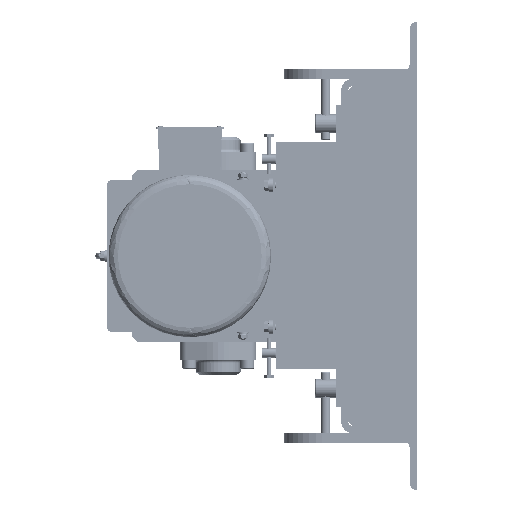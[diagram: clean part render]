
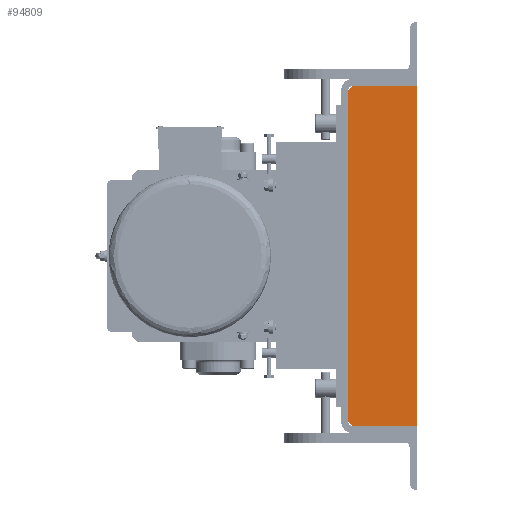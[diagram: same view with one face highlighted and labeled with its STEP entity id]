
A CAD part, left-side view. The second image highlights one B-rep face of the part: STEP entity #94809.
In plain terms, the highlighted planar face has unit normal (-1, 0, 0).
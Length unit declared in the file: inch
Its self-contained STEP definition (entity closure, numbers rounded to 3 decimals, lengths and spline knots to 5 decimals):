
#3984 = EDGE_CURVE ( 'NONE', #33061, #54622, #84484, .T. ) ;
#8713 = FACE_OUTER_BOUND ( 'NONE', #143485, .T. ) ;
#8913 = VECTOR ( 'NONE', #147702, 39.37008 ) ;
#9154 = EDGE_CURVE ( 'NONE', #101778, #40889, #217034, .T. ) ;
#9901 = ORIENTED_EDGE ( 'NONE', *, *, #198533, .F. ) ;
#13642 = ORIENTED_EDGE ( 'NONE', *, *, #95012, .F. ) ;
#15795 = AXIS2_PLACEMENT_3D ( 'NONE', #84004, #32558, #220002 ) ;
#18957 = CARTESIAN_POINT ( 'NONE',  ( 0., 3.37, -0.38 ) ) ;
#21935 = DIRECTION ( 'NONE',  ( 0., -0.707, 0.707 ) ) ;
#22202 = VECTOR ( 'NONE', #71624, 39.37008 ) ;
#24208 = LINE ( 'NONE', #75401, #88820 ) ;
#32558 = DIRECTION ( 'NONE',  ( -1., 0., 0. ) ) ;
#33061 = VERTEX_POINT ( 'NONE', #46366 ) ;
#40889 = VERTEX_POINT ( 'NONE', #43731 ) ;
#43731 = CARTESIAN_POINT ( 'NONE',  ( 0., 0., -18.37 ) ) ;
#46366 = CARTESIAN_POINT ( 'NONE',  ( 0., 3.37, -18.37 ) ) ;
#54622 = VERTEX_POINT ( 'NONE', #219669 ) ;
#64046 = VECTOR ( 'NONE', #162014, 39.37008 ) ;
#64480 = CARTESIAN_POINT ( 'NONE',  ( 0., 0., -0.38 ) ) ;
#65383 = ORIENTED_EDGE ( 'NONE', *, *, #3984, .F. ) ;
#71624 = DIRECTION ( 'NONE',  ( 0., 0.707, 0.707 ) ) ;
#73768 = LINE ( 'NONE', #18957, #219704 ) ;
#75401 = CARTESIAN_POINT ( 'NONE',  ( 0., 3.37, -18.37 ) ) ;
#82097 = CARTESIAN_POINT ( 'NONE',  ( 0., 0., -18.37 ) ) ;
#83285 = PLANE ( 'NONE',  #15795 ) ;
#84004 = CARTESIAN_POINT ( 'NONE',  ( 0., 0., 0. ) ) ;
#84484 = LINE ( 'NONE', #204686, #22202 ) ;
#86773 = VECTOR ( 'NONE', #96988, 39.37008 ) ;
#88820 = VECTOR ( 'NONE', #127455, 39.37008 ) ;
#94809 = ADVANCED_FACE ( 'NONE', ( #8713 ), #83285, .T. ) ;
#95012 = EDGE_CURVE ( 'NONE', #126084, #167614, #73768, .T. ) ;
#96988 = DIRECTION ( 'NONE',  ( 0., -1., 0. ) ) ;
#97952 = EDGE_CURVE ( 'NONE', #40889, #33061, #24208, .T. ) ;
#101778 = VERTEX_POINT ( 'NONE', #64480 ) ;
#110002 = CARTESIAN_POINT ( 'NONE',  ( 0., 3.62, -0.63 ) ) ;
#112096 = CARTESIAN_POINT ( 'NONE',  ( 0., 0., -0.38 ) ) ;
#118300 = ORIENTED_EDGE ( 'NONE', *, *, #185318, .F. ) ;
#126084 = VERTEX_POINT ( 'NONE', #128392 ) ;
#127455 = DIRECTION ( 'NONE',  ( 0., 1., 0. ) ) ;
#128392 = CARTESIAN_POINT ( 'NONE',  ( 0., 3.62, -0.63 ) ) ;
#143485 = EDGE_LOOP ( 'NONE', ( #158922, #118300, #13642, #9901, #65383, #172936 ) ) ;
#147702 = DIRECTION ( 'NONE',  ( 0., 0., -1. ) ) ;
#158922 = ORIENTED_EDGE ( 'NONE', *, *, #9154, .F. ) ;
#162014 = DIRECTION ( 'NONE',  ( 0., 0., 1. ) ) ;
#163752 = CARTESIAN_POINT ( 'NONE',  ( 0., 3.37, -0.38 ) ) ;
#167614 = VERTEX_POINT ( 'NONE', #163752 ) ;
#172936 = ORIENTED_EDGE ( 'NONE', *, *, #97952, .F. ) ;
#177576 = LINE ( 'NONE', #110002, #64046 ) ;
#178619 = LINE ( 'NONE', #112096, #86773 ) ;
#185318 = EDGE_CURVE ( 'NONE', #167614, #101778, #178619, .T. ) ;
#198533 = EDGE_CURVE ( 'NONE', #54622, #126084, #177576, .T. ) ;
#204686 = CARTESIAN_POINT ( 'NONE',  ( 0., 3.62, -18.12 ) ) ;
#217034 = LINE ( 'NONE', #82097, #8913 ) ;
#219669 = CARTESIAN_POINT ( 'NONE',  ( 0., 3.62, -18.12 ) ) ;
#219704 = VECTOR ( 'NONE', #21935, 39.37008 ) ;
#220002 = DIRECTION ( 'NONE',  ( 0., 0., 1. ) ) ;
